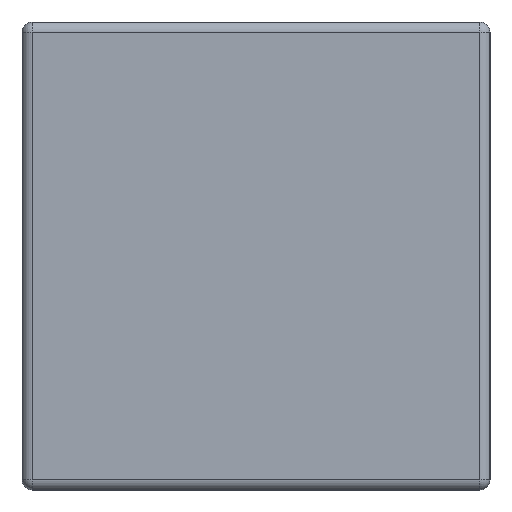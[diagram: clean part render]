
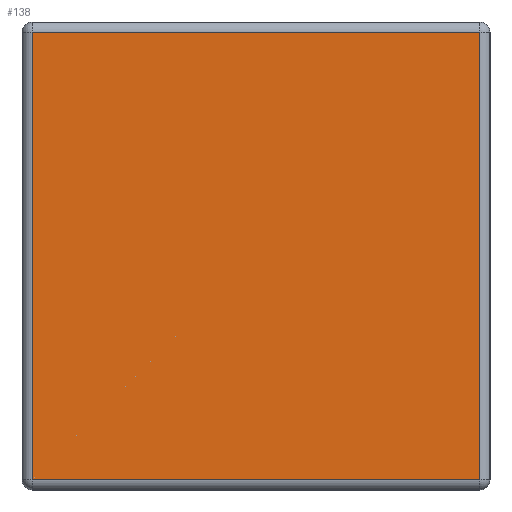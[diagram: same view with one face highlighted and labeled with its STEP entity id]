
A CAD part, left-side view. The second image highlights one B-rep face of the part: STEP entity #138.
In plain terms, the highlighted planar face has unit normal (-1, 0, 0).
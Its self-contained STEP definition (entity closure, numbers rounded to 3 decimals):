
#138 = ADVANCED_FACE('',(#139),#173,.F.);
#139 = FACE_BOUND('',#140,.T.);
#140 = EDGE_LOOP('',(#141,#151,#159,#167));
#141 = ORIENTED_EDGE('',*,*,#142,.T.);
#142 = EDGE_CURVE('',#143,#145,#147,.T.);
#143 = VERTEX_POINT('',#144);
#144 = CARTESIAN_POINT('',(-6.05,2.15,4.4));
#145 = VERTEX_POINT('',#146);
#146 = CARTESIAN_POINT('',(-6.05,2.15,0.1));
#147 = LINE('',#148,#149);
#148 = CARTESIAN_POINT('',(-6.05,2.15,0.));
#149 = VECTOR('',#150,1.);
#150 = DIRECTION('',(0.,0.,-1.));
#151 = ORIENTED_EDGE('',*,*,#152,.T.);
#152 = EDGE_CURVE('',#145,#153,#155,.T.);
#153 = VERTEX_POINT('',#154);
#154 = CARTESIAN_POINT('',(-6.05,-2.15,0.1));
#155 = LINE('',#156,#157);
#156 = CARTESIAN_POINT('',(-6.05,2.25,0.1));
#157 = VECTOR('',#158,1.);
#158 = DIRECTION('',(0.,-1.,0.));
#159 = ORIENTED_EDGE('',*,*,#160,.T.);
#160 = EDGE_CURVE('',#153,#161,#163,.T.);
#161 = VERTEX_POINT('',#162);
#162 = CARTESIAN_POINT('',(-6.05,-2.15,4.4));
#163 = LINE('',#164,#165);
#164 = CARTESIAN_POINT('',(-6.05,-2.15,0.));
#165 = VECTOR('',#166,1.);
#166 = DIRECTION('',(0.,0.,1.));
#167 = ORIENTED_EDGE('',*,*,#168,.T.);
#168 = EDGE_CURVE('',#161,#143,#169,.T.);
#169 = LINE('',#170,#171);
#170 = CARTESIAN_POINT('',(-6.05,2.25,4.4));
#171 = VECTOR('',#172,1.);
#172 = DIRECTION('',(0.,1.,0.));
#173 = PLANE('',#174);
#174 = AXIS2_PLACEMENT_3D('',#175,#176,#177);
#175 = CARTESIAN_POINT('',(-6.05,2.25,0.));
#176 = DIRECTION('',(1.,0.,0.));
#177 = DIRECTION('',(0.,0.,-1.));
